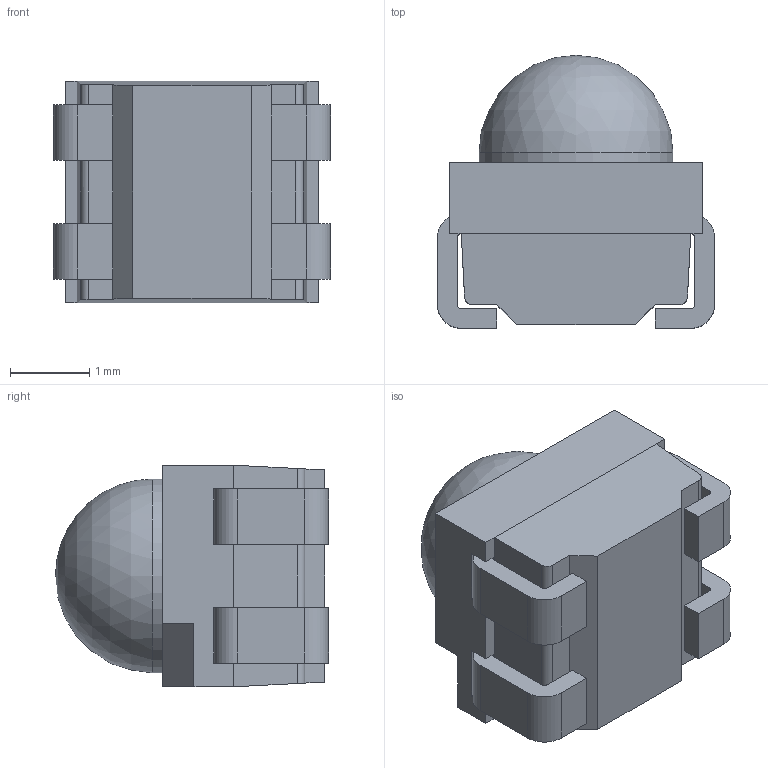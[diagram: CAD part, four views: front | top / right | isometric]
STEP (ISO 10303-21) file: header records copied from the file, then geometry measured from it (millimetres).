
FILE_DESCRIPTION(/* description */ (''),/* implementation_level */ '2;1');
FILE_NAME(/* name */ 'CLM2D.step',/* time_stamp */ '2022-06-26T15:22:45-04:00',/* author */ (''),/* organization */ (''),/* preprocessor_version */ 'ST-DEVELOPER v18.1',/* originating_system */ 'Autodesk Translation Framework v10.9.0.1377',/* authorisation */ '');
FILE_SCHEMA (('AUTOMOTIVE_DESIGN { 1 0 10303 214 3 1 1 }'));
Length unit declared in the file: millimetre
Products named in the file (1): CLM2D
Bounding box: 3.5 x 3.45 x 2.8 mm (x, y, z)
Volume: 21.7 mm3; surface area: 85.1 mm2
Topology: 7 solids, 7 shells, 100 faces, 245 edges, 159 vertices
Faces by surface type: plane 78, cylinder 21, sphere 1
Full cylindrical faces by diameter (mm): 2.33 x2, 2.45 x1
Entity records: 2958 total; most frequent: CARTESIAN_POINT 504, DIRECTION 489, ORIENTED_EDGE 488, EDGE_CURVE 244, LINE 201, VECTOR 201, VERTEX_POINT 159, AXIS2_PLACEMENT_3D 144
